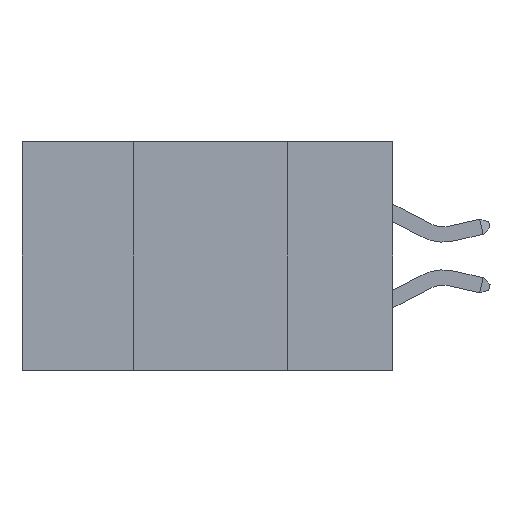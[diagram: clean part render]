
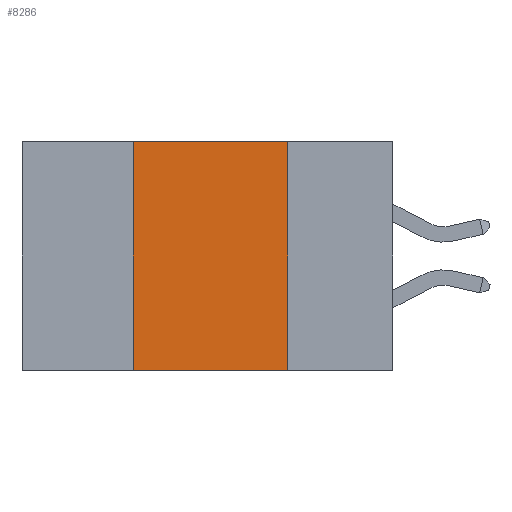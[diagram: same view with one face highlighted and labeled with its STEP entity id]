
A CAD part, left-side view. The second image highlights one B-rep face of the part: STEP entity #8286.
In plain terms, the highlighted planar face has unit normal (-1, 0, 0).
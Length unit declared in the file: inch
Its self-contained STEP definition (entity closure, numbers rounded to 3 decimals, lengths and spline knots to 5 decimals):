
#1080 = EDGE_LOOP ( 'NONE', ( #15031, #7877, #6832, #16070 ) ) ;
#1798 = EDGE_CURVE ( 'NONE', #9396, #12910, #2907, .T. ) ;
#2183 = CARTESIAN_POINT ( 'NONE',  ( 0., 0.17, 0. ) ) ;
#2907 = LINE ( 'NONE', #15724, #13989 ) ;
#3273 = EDGE_CURVE ( 'NONE', #13026, #5394, #11781, .T. ) ;
#3278 = VECTOR ( 'NONE', #16164, 39.37008 ) ;
#5117 = CARTESIAN_POINT ( 'NONE',  ( 0., 0.42, 0. ) ) ;
#5268 = DIRECTION ( 'NONE',  ( 0., 0., 1. ) ) ;
#5394 = VERTEX_POINT ( 'NONE', #5773 ) ;
#5773 = CARTESIAN_POINT ( 'NONE',  ( 0., 0.17, 0. ) ) ;
#6380 = VECTOR ( 'NONE', #5268, 39.37008 ) ;
#6384 = CARTESIAN_POINT ( 'NONE',  ( 0., 0.6, 0. ) ) ;
#6492 = CARTESIAN_POINT ( 'NONE',  ( 0., 0.42, -0.37 ) ) ;
#6768 = VECTOR ( 'NONE', #9533, 39.37008 ) ;
#6832 = ORIENTED_EDGE ( 'NONE', *, *, #15248, .F. ) ;
#7012 = LINE ( 'NONE', #2183, #3278 ) ;
#7877 = ORIENTED_EDGE ( 'NONE', *, *, #3273, .F. ) ;
#8286 = ADVANCED_FACE ( 'NONE', ( #10263 ), #11397, .F. ) ;
#9396 = VERTEX_POINT ( 'NONE', #6492 ) ;
#9533 = DIRECTION ( 'NONE',  ( 0., -1., 0. ) ) ;
#9690 = AXIS2_PLACEMENT_3D ( 'NONE', #6384, #15113, #12673 ) ;
#10263 = FACE_OUTER_BOUND ( 'NONE', #1080, .T. ) ;
#10373 = LINE ( 'NONE', #12697, #6380 ) ;
#11240 = CARTESIAN_POINT ( 'NONE',  ( 0., 0.17, -0.37 ) ) ;
#11397 = PLANE ( 'NONE',  #9690 ) ;
#11781 = LINE ( 'NONE', #14530, #6768 ) ;
#12673 = DIRECTION ( 'NONE',  ( 0., 0., -1. ) ) ;
#12697 = CARTESIAN_POINT ( 'NONE',  ( 0., 0.42, 0. ) ) ;
#12910 = VERTEX_POINT ( 'NONE', #11240 ) ;
#13026 = VERTEX_POINT ( 'NONE', #5117 ) ;
#13808 = DIRECTION ( 'NONE',  ( 0., -1., 0. ) ) ;
#13989 = VECTOR ( 'NONE', #13808, 39.37008 ) ;
#14053 = EDGE_CURVE ( 'NONE', #5394, #12910, #7012, .T. ) ;
#14530 = CARTESIAN_POINT ( 'NONE',  ( 0., 0.6, 0. ) ) ;
#15031 = ORIENTED_EDGE ( 'NONE', *, *, #14053, .F. ) ;
#15113 = DIRECTION ( 'NONE',  ( 1., 0., 0. ) ) ;
#15248 = EDGE_CURVE ( 'NONE', #9396, #13026, #10373, .T. ) ;
#15724 = CARTESIAN_POINT ( 'NONE',  ( 0., 0.6, -0.37 ) ) ;
#16070 = ORIENTED_EDGE ( 'NONE', *, *, #1798, .T. ) ;
#16164 = DIRECTION ( 'NONE',  ( 0., 0., -1. ) ) ;
